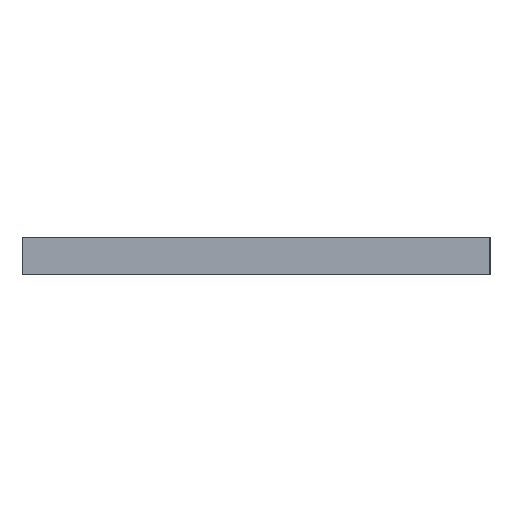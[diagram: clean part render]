
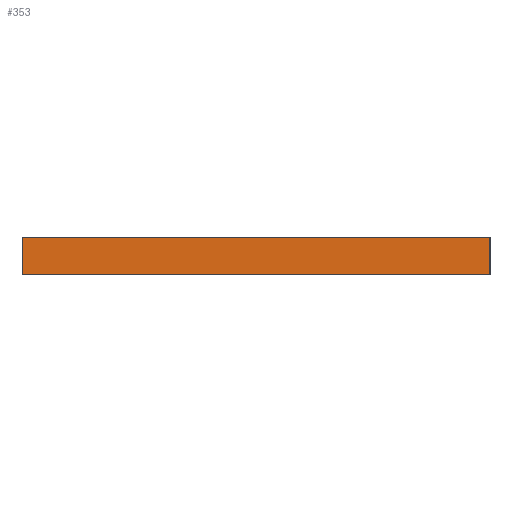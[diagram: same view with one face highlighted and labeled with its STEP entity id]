
A CAD part, left-side view. The second image highlights one B-rep face of the part: STEP entity #353.
In plain terms, the highlighted planar face has unit normal (-1, 0, 0).
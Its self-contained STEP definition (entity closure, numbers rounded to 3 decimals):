
#22 = EDGE_CURVE ( 'NONE', #1042, #1825, #809, .T. ) ;
#111 = LINE ( 'NONE', #145, #1736 ) ;
#145 = CARTESIAN_POINT ( 'NONE',  ( 0., 100., 8. ) ) ;
#220 = VERTEX_POINT ( 'NONE', #449 ) ;
#221 = CARTESIAN_POINT ( 'NONE',  ( 0., 0., 8. ) ) ;
#236 = AXIS2_PLACEMENT_3D ( 'NONE', #1058, #391, #1078 ) ;
#290 = ORIENTED_EDGE ( 'NONE', *, *, #1004, .T. ) ;
#353 = ADVANCED_FACE ( 'NONE', ( #378 ), #1786, .F. ) ;
#378 = FACE_OUTER_BOUND ( 'NONE', #1531, .T. ) ;
#391 = DIRECTION ( 'NONE',  ( 1., 0., 0. ) ) ;
#412 = CARTESIAN_POINT ( 'NONE',  ( 0., 0., 0. ) ) ;
#449 = CARTESIAN_POINT ( 'NONE',  ( 0., 100., 0. ) ) ;
#474 = ORIENTED_EDGE ( 'NONE', *, *, #1496, .T. ) ;
#513 = LINE ( 'NONE', #1074, #816 ) ;
#677 = DIRECTION ( 'NONE',  ( 0., -1., 0. ) ) ;
#680 = DIRECTION ( 'NONE',  ( 0., 0., -1. ) ) ;
#726 = CARTESIAN_POINT ( 'NONE',  ( 0., 100., 8. ) ) ;
#763 = VECTOR ( 'NONE', #1536, 1000. ) ;
#809 = LINE ( 'NONE', #221, #763 ) ;
#816 = VECTOR ( 'NONE', #1641, 1000. ) ;
#833 = LINE ( 'NONE', #412, #1290 ) ;
#1004 = EDGE_CURVE ( 'NONE', #1639, #220, #111, .T. ) ;
#1042 = VERTEX_POINT ( 'NONE', #1542 ) ;
#1058 = CARTESIAN_POINT ( 'NONE',  ( 0., 0., 8. ) ) ;
#1074 = CARTESIAN_POINT ( 'NONE',  ( 0., 0., 8. ) ) ;
#1078 = DIRECTION ( 'NONE',  ( 0., 0., -1. ) ) ;
#1290 = VECTOR ( 'NONE', #677, 1000. ) ;
#1354 = EDGE_CURVE ( 'NONE', #1639, #1042, #513, .T. ) ;
#1496 = EDGE_CURVE ( 'NONE', #220, #1825, #833, .T. ) ;
#1531 = EDGE_LOOP ( 'NONE', ( #474, #1804, #1532, #290 ) ) ;
#1532 = ORIENTED_EDGE ( 'NONE', *, *, #1354, .F. ) ;
#1536 = DIRECTION ( 'NONE',  ( 0., 0., -1. ) ) ;
#1542 = CARTESIAN_POINT ( 'NONE',  ( 0., 0., 8. ) ) ;
#1634 = CARTESIAN_POINT ( 'NONE',  ( 0., 0., 0. ) ) ;
#1639 = VERTEX_POINT ( 'NONE', #726 ) ;
#1641 = DIRECTION ( 'NONE',  ( 0., -1., 0. ) ) ;
#1736 = VECTOR ( 'NONE', #680, 1000. ) ;
#1786 = PLANE ( 'NONE',  #236 ) ;
#1804 = ORIENTED_EDGE ( 'NONE', *, *, #22, .F. ) ;
#1825 = VERTEX_POINT ( 'NONE', #1634 ) ;
